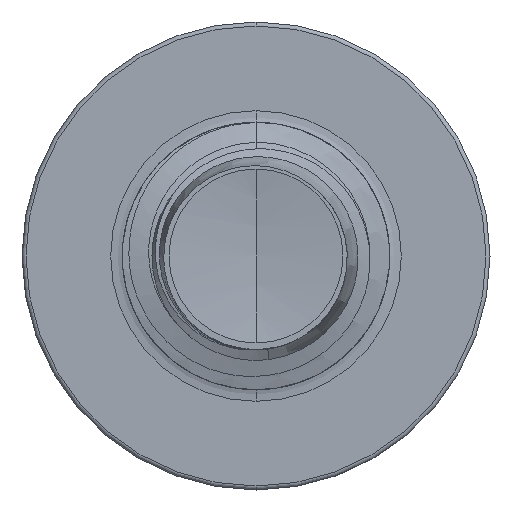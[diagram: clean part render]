
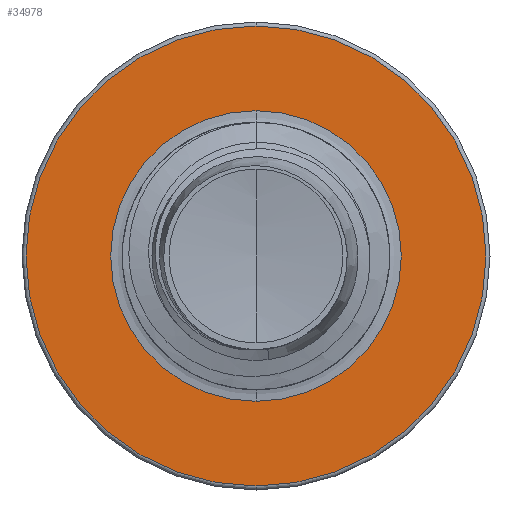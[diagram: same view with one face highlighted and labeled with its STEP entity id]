
A CAD part, front view. The second image highlights one B-rep face of the part: STEP entity #34978.
In plain terms, the highlighted planar face has unit normal (0, -1, 0).
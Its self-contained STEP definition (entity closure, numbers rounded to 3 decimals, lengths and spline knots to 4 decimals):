
#5427 = CARTESIAN_POINT ( 'NONE',  ( 0., 25., -2.1736 ) ) ;
#6968 = EDGE_LOOP ( 'NONE', ( #19716, #46577 ) ) ;
#7061 = CARTESIAN_POINT ( 'NONE',  ( 0., 25., 0. ) ) ;
#7216 = DIRECTION ( 'NONE',  ( 0., 0., 1. ) ) ;
#7283 = DIRECTION ( 'NONE',  ( 0., 1., 0. ) ) ;
#7297 = CARTESIAN_POINT ( 'NONE',  ( 0., 25., 0. ) ) ;
#8514 = FACE_BOUND ( 'NONE', #6968, .T. ) ;
#11968 = DIRECTION ( 'NONE',  ( 0., 0., 1. ) ) ;
#12435 = ORIENTED_EDGE ( 'NONE', *, *, #36077, .F. ) ;
#13398 = EDGE_CURVE ( 'NONE', #56496, #37636, #36796, .T. ) ;
#19262 = DIRECTION ( 'NONE',  ( 0., 1., 0. ) ) ;
#19716 = ORIENTED_EDGE ( 'NONE', *, *, #34106, .T. ) ;
#22385 = DIRECTION ( 'NONE',  ( 0., 1., 0. ) ) ;
#22565 = EDGE_LOOP ( 'NONE', ( #36247, #12435 ) ) ;
#26533 = CARTESIAN_POINT ( 'NONE',  ( 0., 25., 0. ) ) ;
#27024 = EDGE_CURVE ( 'NONE', #53181, #29258, #44246, .T. ) ;
#29258 = VERTEX_POINT ( 'NONE', #56741 ) ;
#31254 = DIRECTION ( 'NONE',  ( 0., 0., 1. ) ) ;
#33707 = FACE_OUTER_BOUND ( 'NONE', #22565, .T. ) ;
#34106 = EDGE_CURVE ( 'NONE', #29258, #53181, #46876, .T. ) ;
#34978 = ADVANCED_FACE ( 'NONE', ( #33707, #8514 ), #46609, .F. ) ;
#36077 = EDGE_CURVE ( 'NONE', #37636, #56496, #54006, .T. ) ;
#36247 = ORIENTED_EDGE ( 'NONE', *, *, #13398, .F. ) ;
#36796 = CIRCLE ( 'NONE', #46687, 3.44 ) ;
#37636 = VERTEX_POINT ( 'NONE', #37945 ) ;
#37945 = CARTESIAN_POINT ( 'NONE',  ( 0., 25., -3.44 ) ) ;
#38059 = AXIS2_PLACEMENT_3D ( 'NONE', #50438, #19262, #50776 ) ;
#40024 = DIRECTION ( 'NONE',  ( 0., 1., 0. ) ) ;
#41354 = AXIS2_PLACEMENT_3D ( 'NONE', #7061, #40024, #11968 ) ;
#44246 = CIRCLE ( 'NONE', #41354, 2.1736 ) ;
#46577 = ORIENTED_EDGE ( 'NONE', *, *, #27024, .T. ) ;
#46609 = PLANE ( 'NONE',  #38059 ) ;
#46687 = AXIS2_PLACEMENT_3D ( 'NONE', #7297, #7283, #7216 ) ;
#46876 = CIRCLE ( 'NONE', #56320, 2.1736 ) ;
#49345 = CARTESIAN_POINT ( 'NONE',  ( 0., 25., 0. ) ) ;
#50438 = CARTESIAN_POINT ( 'NONE',  ( 0., 25., -2.1736 ) ) ;
#50776 = DIRECTION ( 'NONE',  ( 0., 0., 1. ) ) ;
#53181 = VERTEX_POINT ( 'NONE', #5427 ) ;
#53493 = DIRECTION ( 'NONE',  ( 0., 0., 1. ) ) ;
#54006 = CIRCLE ( 'NONE', #58273, 3.44 ) ;
#55529 = CARTESIAN_POINT ( 'NONE',  ( 0., 25., 3.44 ) ) ;
#56320 = AXIS2_PLACEMENT_3D ( 'NONE', #49345, #22385, #53493 ) ;
#56496 = VERTEX_POINT ( 'NONE', #55529 ) ;
#56741 = CARTESIAN_POINT ( 'NONE',  ( 0., 25., 2.1736 ) ) ;
#57508 = DIRECTION ( 'NONE',  ( 0., 1., 0. ) ) ;
#58273 = AXIS2_PLACEMENT_3D ( 'NONE', #26533, #57508, #31254 ) ;
